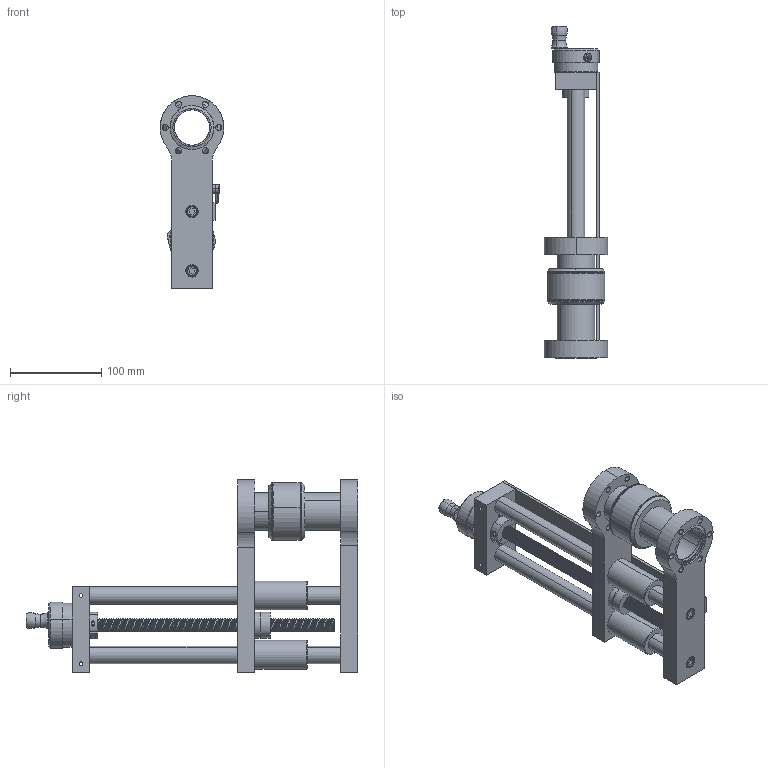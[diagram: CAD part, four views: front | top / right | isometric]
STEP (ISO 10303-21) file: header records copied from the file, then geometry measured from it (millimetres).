
FILE_DESCRIPTION (( 'STEP AP214' ), '1' );
FILE_NAME ('Z-B275C-T275T-1.53-6, AP214.STEP', '2023-08-25T18:39:43', ( '' ), ( '' ), 'SwSTEP 2.0', 'SolidWorks 2023', '' );
FILE_SCHEMA (( 'AUTOMOTIVE_DESIGN' ));
Length unit declared in the file: inch
Products named in the file (1): Z-B275C-T275T-1.53-6, AP214
Bounding box: 69.85 x 363.93 x 211.2 mm (x, y, z)
Surface area: 211093.4 mm2 (no closed solid volume)
Topology: 0 solids, 45 shells, 563 faces, 1632 edges, 1116 vertices
Faces by surface type: cylinder 386, plane 126, cone 38, torus 10, bspline 3
Entity records: 42019 total; most frequent: CARTESIAN_POINT 28271, ORIENTED_EDGE 2943, DIRECTION 2699, EDGE_CURVE 1630, VERTEX_POINT 1116, AXIS2_PLACEMENT_3D 1012, VECTOR 675, LINE 675
